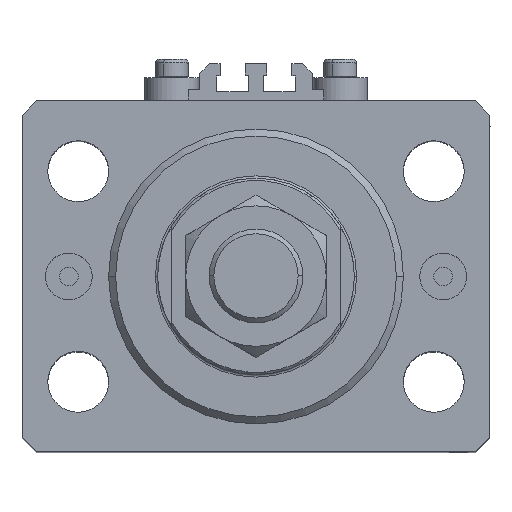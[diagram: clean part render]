
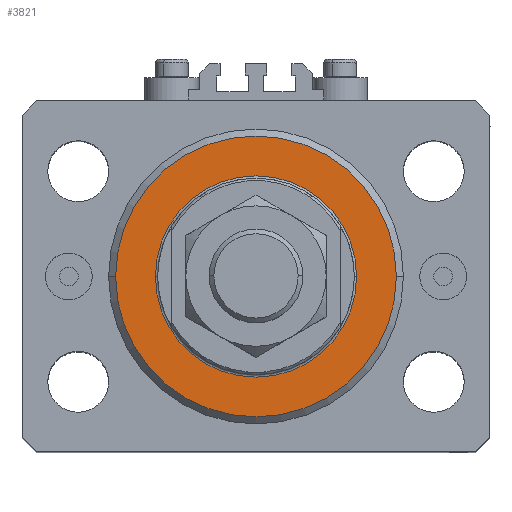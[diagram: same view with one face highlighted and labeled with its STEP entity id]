
A CAD part, top view. The second image highlights one B-rep face of the part: STEP entity #3821.
In plain terms, the highlighted face is planar.
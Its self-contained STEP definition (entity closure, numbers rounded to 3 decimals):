
#134 = CARTESIAN_POINT ( 'NONE',  ( 0., 0., 0. ) ) ;
#522 = EDGE_LOOP ( 'NONE', ( #11558, #26158 ) ) ;
#758 = EDGE_LOOP ( 'NONE', ( #7866, #6333 ) ) ;
#2018 = DIRECTION ( 'NONE',  ( 1., 0., 0. ) ) ;
#3676 = AXIS2_PLACEMENT_3D ( 'NONE', #48521, #7027, #33454 ) ;
#3821 = ADVANCED_FACE ( 'NONE', ( #9187, #20540 ), #17071, .F. ) ;
#5509 = VERTEX_POINT ( 'NONE', #23299 ) ;
#6333 = ORIENTED_EDGE ( 'NONE', *, *, #44197, .T. ) ;
#7027 = DIRECTION ( 'NONE',  ( 0., 0., -1. ) ) ;
#7753 = CIRCLE ( 'NONE', #47159, 21.5 ) ;
#7866 = ORIENTED_EDGE ( 'NONE', *, *, #43333, .T. ) ;
#9187 = FACE_BOUND ( 'NONE', #522, .T. ) ;
#9480 = VERTEX_POINT ( 'NONE', #27292 ) ;
#9979 = CIRCLE ( 'NONE', #3676, 30. ) ;
#10501 = DIRECTION ( 'NONE',  ( 0., 0., -1. ) ) ;
#11558 = ORIENTED_EDGE ( 'NONE', *, *, #44234, .T. ) ;
#13292 = EDGE_CURVE ( 'NONE', #9480, #5509, #7753, .T. ) ;
#14245 = VERTEX_POINT ( 'NONE', #28384 ) ;
#14764 = CIRCLE ( 'NONE', #47785, 30. ) ;
#17071 = PLANE ( 'NONE',  #22135 ) ;
#18891 = CARTESIAN_POINT ( 'NONE',  ( 0., 0., 0. ) ) ;
#20540 = FACE_OUTER_BOUND ( 'NONE', #758, .T. ) ;
#21863 = CARTESIAN_POINT ( 'NONE',  ( -30., 0., 0. ) ) ;
#22135 = AXIS2_PLACEMENT_3D ( 'NONE', #43949, #47414, #2018 ) ;
#23299 = CARTESIAN_POINT ( 'NONE',  ( 21.5, 0., 0. ) ) ;
#24198 = AXIS2_PLACEMENT_3D ( 'NONE', #134, #30002, #37402 ) ;
#25387 = VERTEX_POINT ( 'NONE', #21863 ) ;
#26158 = ORIENTED_EDGE ( 'NONE', *, *, #13292, .T. ) ;
#27292 = CARTESIAN_POINT ( 'NONE',  ( -21.5, 0., 0. ) ) ;
#28384 = CARTESIAN_POINT ( 'NONE',  ( 30., 0., 0. ) ) ;
#30002 = DIRECTION ( 'NONE',  ( 0., 0., 1. ) ) ;
#33454 = DIRECTION ( 'NONE',  ( 1., 0., 0. ) ) ;
#33924 = DIRECTION ( 'NONE',  ( 1., 0., 0. ) ) ;
#34397 = CIRCLE ( 'NONE', #24198, 21.5 ) ;
#37402 = DIRECTION ( 'NONE',  ( 1., 0., 0. ) ) ;
#41253 = CARTESIAN_POINT ( 'NONE',  ( 0., 0., 0. ) ) ;
#43333 = EDGE_CURVE ( 'NONE', #14245, #25387, #14764, .T. ) ;
#43949 = CARTESIAN_POINT ( 'NONE',  ( 0., 0., 0. ) ) ;
#44197 = EDGE_CURVE ( 'NONE', #25387, #14245, #9979, .T. ) ;
#44234 = EDGE_CURVE ( 'NONE', #5509, #9480, #34397, .T. ) ;
#44948 = DIRECTION ( 'NONE',  ( 1., 0., 0. ) ) ;
#45448 = DIRECTION ( 'NONE',  ( 0., 0., 1. ) ) ;
#47159 = AXIS2_PLACEMENT_3D ( 'NONE', #41253, #45448, #44948 ) ;
#47414 = DIRECTION ( 'NONE',  ( 0., 0., 1. ) ) ;
#47785 = AXIS2_PLACEMENT_3D ( 'NONE', #18891, #10501, #33924 ) ;
#48521 = CARTESIAN_POINT ( 'NONE',  ( 0., 0., 0. ) ) ;
